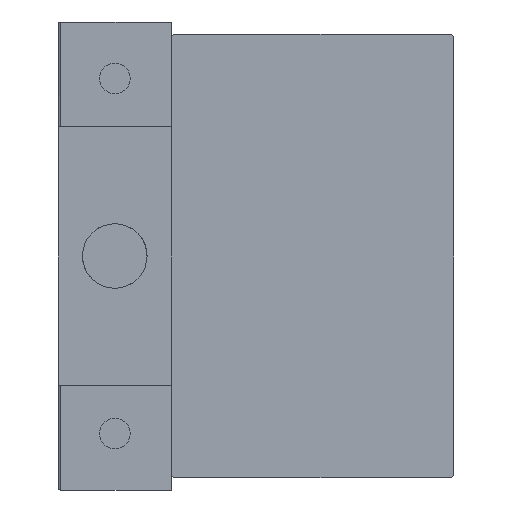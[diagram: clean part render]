
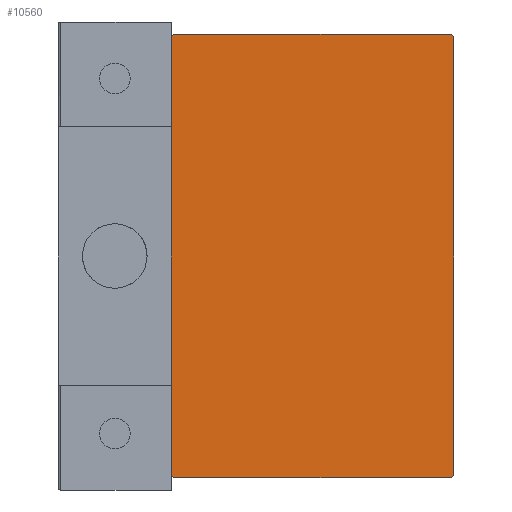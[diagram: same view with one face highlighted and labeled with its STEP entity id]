
A CAD part, left-side view. The second image highlights one B-rep face of the part: STEP entity #10560.
In plain terms, the highlighted face is planar.
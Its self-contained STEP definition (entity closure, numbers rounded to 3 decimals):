
#25 = LINE ( 'NONE', #19374, #18446 ) ;
#1294 = ORIENTED_EDGE ( 'NONE', *, *, #16399, .T. ) ;
#1875 = VERTEX_POINT ( 'NONE', #14668 ) ;
#2364 = VECTOR ( 'NONE', #50182, 1000. ) ;
#2758 = VERTEX_POINT ( 'NONE', #42696 ) ;
#3371 = VERTEX_POINT ( 'NONE', #6154 ) ;
#4571 = VECTOR ( 'NONE', #7009, 1000. ) ;
#4600 = EDGE_CURVE ( 'NONE', #2758, #36500, #43102, .T. ) ;
#6154 = CARTESIAN_POINT ( 'NONE',  ( 56., 17.2, 27.5 ) ) ;
#6170 = VECTOR ( 'NONE', #18234, 1000. ) ;
#6764 = ORIENTED_EDGE ( 'NONE', *, *, #13593, .T. ) ;
#7009 = DIRECTION ( 'NONE',  ( 0., -0.707, -0.707 ) ) ;
#7939 = DIRECTION ( 'NONE',  ( 0., 0., -1. ) ) ;
#8224 = EDGE_CURVE ( 'NONE', #27004, #3371, #22707, .T. ) ;
#8246 = LINE ( 'NONE', #43943, #32002 ) ;
#8581 = ORIENTED_EDGE ( 'NONE', *, *, #17604, .T. ) ;
#9957 = CARTESIAN_POINT ( 'NONE',  ( 56., -17.5, -27.2 ) ) ;
#10560 = ADVANCED_FACE ( 'NONE', ( #19664 ), #15324, .T. ) ;
#11498 = CARTESIAN_POINT ( 'NONE',  ( 56., 0., 0. ) ) ;
#13593 = EDGE_CURVE ( 'NONE', #35289, #27004, #46268, .T. ) ;
#14348 = VECTOR ( 'NONE', #30852, 1000. ) ;
#14667 = CARTESIAN_POINT ( 'NONE',  ( 56., -22.35, 22.35 ) ) ;
#14668 = CARTESIAN_POINT ( 'NONE',  ( 56., -17.2, 27.5 ) ) ;
#14903 = CARTESIAN_POINT ( 'NONE',  ( 56., 17.5, -27.5 ) ) ;
#15324 = PLANE ( 'NONE',  #16639 ) ;
#15952 = CARTESIAN_POINT ( 'NONE',  ( 56., -17.5, 27.2 ) ) ;
#15983 = LINE ( 'NONE', #38685, #37126 ) ;
#16399 = EDGE_CURVE ( 'NONE', #3371, #1875, #15983, .T. ) ;
#16639 = AXIS2_PLACEMENT_3D ( 'NONE', #11498, #42863, #7939 ) ;
#16782 = EDGE_CURVE ( 'NONE', #1875, #19628, #34039, .T. ) ;
#17604 = EDGE_CURVE ( 'NONE', #26781, #2758, #25, .T. ) ;
#18234 = DIRECTION ( 'NONE',  ( 0., 0., 1. ) ) ;
#18446 = VECTOR ( 'NONE', #49750, 1000. ) ;
#19374 = CARTESIAN_POINT ( 'NONE',  ( 56., -22.35, -22.35 ) ) ;
#19628 = VERTEX_POINT ( 'NONE', #15952 ) ;
#19664 = FACE_OUTER_BOUND ( 'NONE', #28803, .T. ) ;
#20364 = CARTESIAN_POINT ( 'NONE',  ( 56., 17.5, 27.2 ) ) ;
#22629 = CARTESIAN_POINT ( 'NONE',  ( 56., 22.35, -22.35 ) ) ;
#22707 = LINE ( 'NONE', #46163, #29843 ) ;
#23645 = DIRECTION ( 'NONE',  ( 0., -1., 0. ) ) ;
#26781 = VERTEX_POINT ( 'NONE', #9957 ) ;
#27004 = VERTEX_POINT ( 'NONE', #20364 ) ;
#28803 = EDGE_LOOP ( 'NONE', ( #40189, #39258, #6764, #32653, #1294, #36418, #41783, #8581 ) ) ;
#29843 = VECTOR ( 'NONE', #38273, 1000. ) ;
#30852 = DIRECTION ( 'NONE',  ( 0., 1., 0. ) ) ;
#32002 = VECTOR ( 'NONE', #43681, 1000. ) ;
#32653 = ORIENTED_EDGE ( 'NONE', *, *, #8224, .T. ) ;
#33579 = EDGE_CURVE ( 'NONE', #19628, #26781, #8246, .T. ) ;
#34039 = LINE ( 'NONE', #14667, #4571 ) ;
#35289 = VERTEX_POINT ( 'NONE', #40004 ) ;
#35697 = CARTESIAN_POINT ( 'NONE',  ( 56., -17.5, -27.5 ) ) ;
#36418 = ORIENTED_EDGE ( 'NONE', *, *, #16782, .T. ) ;
#36500 = VERTEX_POINT ( 'NONE', #46639 ) ;
#37126 = VECTOR ( 'NONE', #23645, 1000. ) ;
#38273 = DIRECTION ( 'NONE',  ( 0., -0.707, 0.707 ) ) ;
#38685 = CARTESIAN_POINT ( 'NONE',  ( 56., 17.5, 27.5 ) ) ;
#39258 = ORIENTED_EDGE ( 'NONE', *, *, #40464, .T. ) ;
#40004 = CARTESIAN_POINT ( 'NONE',  ( 56., 17.5, -27.2 ) ) ;
#40189 = ORIENTED_EDGE ( 'NONE', *, *, #4600, .T. ) ;
#40464 = EDGE_CURVE ( 'NONE', #36500, #35289, #45833, .T. ) ;
#41783 = ORIENTED_EDGE ( 'NONE', *, *, #33579, .T. ) ;
#42696 = CARTESIAN_POINT ( 'NONE',  ( 56., -17.2, -27.5 ) ) ;
#42863 = DIRECTION ( 'NONE',  ( 1., 0., 0. ) ) ;
#43102 = LINE ( 'NONE', #35697, #14348 ) ;
#43681 = DIRECTION ( 'NONE',  ( 0., 0., -1. ) ) ;
#43943 = CARTESIAN_POINT ( 'NONE',  ( 56., -17.5, 27.5 ) ) ;
#45833 = LINE ( 'NONE', #22629, #2364 ) ;
#46163 = CARTESIAN_POINT ( 'NONE',  ( 56., 22.35, 22.35 ) ) ;
#46268 = LINE ( 'NONE', #14903, #6170 ) ;
#46639 = CARTESIAN_POINT ( 'NONE',  ( 56., 17.2, -27.5 ) ) ;
#49750 = DIRECTION ( 'NONE',  ( 0., 0.707, -0.707 ) ) ;
#50182 = DIRECTION ( 'NONE',  ( 0., 0.707, 0.707 ) ) ;
